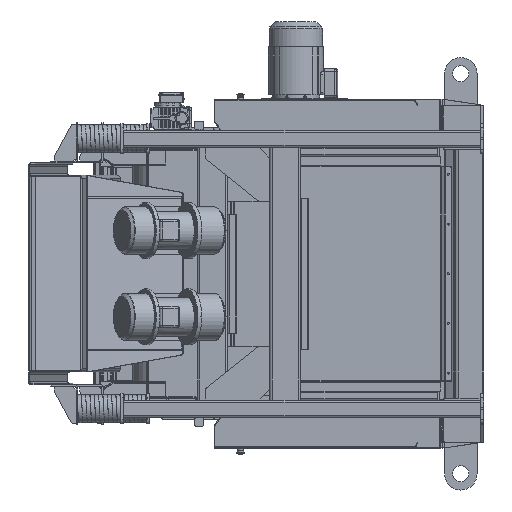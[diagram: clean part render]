
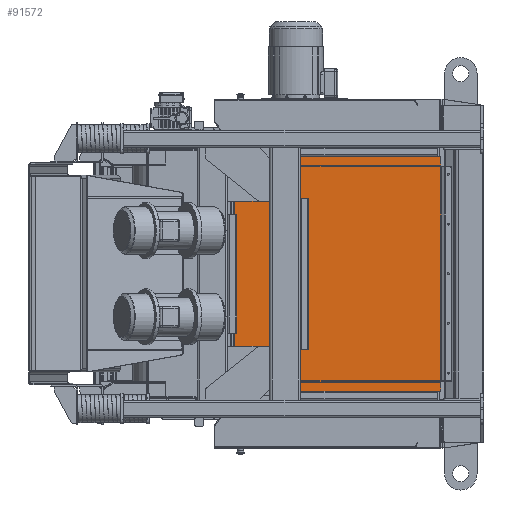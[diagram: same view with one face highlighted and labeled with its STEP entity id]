
A CAD part, left-side view. The second image highlights one B-rep face of the part: STEP entity #91572.
In plain terms, the highlighted planar face has unit normal (-1, 0, 0).
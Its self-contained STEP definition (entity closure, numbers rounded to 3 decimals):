
#6875=FACE_OUTER_BOUND('',#12461,.T.);
#12461=EDGE_LOOP('',(#73661,#73662,#73663,#73664,#73665,#73666,#73667,#73668,
#73669,#73670,#73671,#73672,#73673,#73674,#73675,#73676,#73677,#73678,#73679,
#73680));
#20140=LINE('',#174075,#29601);
#20285=LINE('',#174479,#29746);
#20286=LINE('',#174483,#29747);
#20287=LINE('',#174487,#29748);
#20288=LINE('',#174491,#29749);
#20289=LINE('',#174495,#29750);
#20290=LINE('',#174500,#29751);
#20291=LINE('',#174504,#29752);
#20292=LINE('',#174508,#29753);
#20293=LINE('',#174511,#29754);
#29601=VECTOR('',#128675,10.);
#29746=VECTOR('',#129078,10.);
#29747=VECTOR('',#129081,10.);
#29748=VECTOR('',#129084,10.);
#29749=VECTOR('',#129087,10.);
#29750=VECTOR('',#129090,10.);
#29751=VECTOR('',#129095,10.);
#29752=VECTOR('',#129098,10.);
#29753=VECTOR('',#129101,10.);
#29754=VECTOR('',#129104,10.);
#38966=VERTEX_POINT('',#174072);
#38967=VERTEX_POINT('',#174074);
#39095=VERTEX_POINT('',#174475);
#39096=VERTEX_POINT('',#174476);
#39097=VERTEX_POINT('',#174478);
#39098=VERTEX_POINT('',#174480);
#39099=VERTEX_POINT('',#174482);
#39100=VERTEX_POINT('',#174484);
#39101=VERTEX_POINT('',#174486);
#39102=VERTEX_POINT('',#174488);
#39103=VERTEX_POINT('',#174490);
#39104=VERTEX_POINT('',#174492);
#39105=VERTEX_POINT('',#174494);
#39106=VERTEX_POINT('',#174497);
#39107=VERTEX_POINT('',#174499);
#39108=VERTEX_POINT('',#174501);
#39109=VERTEX_POINT('',#174503);
#39110=VERTEX_POINT('',#174505);
#39111=VERTEX_POINT('',#174507);
#39112=VERTEX_POINT('',#174509);
#50907=EDGE_CURVE('',#38966,#38967,#20140,.T.);
#51111=EDGE_CURVE('',#39095,#39096,#101069,.T.);
#51112=EDGE_CURVE('',#39095,#39097,#20285,.T.);
#51113=EDGE_CURVE('',#39097,#39098,#101070,.T.);
#51114=EDGE_CURVE('',#39098,#39099,#20286,.T.);
#51115=EDGE_CURVE('',#39099,#39100,#101071,.T.);
#51116=EDGE_CURVE('',#39100,#39101,#20287,.T.);
#51117=EDGE_CURVE('',#39102,#39101,#101072,.T.);
#51118=EDGE_CURVE('',#39103,#39102,#20288,.T.);
#51119=EDGE_CURVE('',#39104,#39103,#101073,.T.);
#51120=EDGE_CURVE('',#39105,#39104,#20289,.T.);
#51121=EDGE_CURVE('',#38967,#39105,#101074,.T.);
#51122=EDGE_CURVE('',#38966,#39106,#101075,.T.);
#51123=EDGE_CURVE('',#39107,#39106,#20290,.T.);
#51124=EDGE_CURVE('',#39107,#39108,#101076,.T.);
#51125=EDGE_CURVE('',#39109,#39108,#20291,.T.);
#51126=EDGE_CURVE('',#39110,#39109,#101077,.T.);
#51127=EDGE_CURVE('',#39111,#39110,#20292,.T.);
#51128=EDGE_CURVE('',#39112,#39111,#101078,.T.);
#51129=EDGE_CURVE('',#39096,#39112,#20293,.T.);
#73661=ORIENTED_EDGE('',*,*,#51111,.F.);
#73662=ORIENTED_EDGE('',*,*,#51112,.T.);
#73663=ORIENTED_EDGE('',*,*,#51113,.T.);
#73664=ORIENTED_EDGE('',*,*,#51114,.T.);
#73665=ORIENTED_EDGE('',*,*,#51115,.T.);
#73666=ORIENTED_EDGE('',*,*,#51116,.T.);
#73667=ORIENTED_EDGE('',*,*,#51117,.F.);
#73668=ORIENTED_EDGE('',*,*,#51118,.F.);
#73669=ORIENTED_EDGE('',*,*,#51119,.F.);
#73670=ORIENTED_EDGE('',*,*,#51120,.F.);
#73671=ORIENTED_EDGE('',*,*,#51121,.F.);
#73672=ORIENTED_EDGE('',*,*,#50907,.F.);
#73673=ORIENTED_EDGE('',*,*,#51122,.T.);
#73674=ORIENTED_EDGE('',*,*,#51123,.F.);
#73675=ORIENTED_EDGE('',*,*,#51124,.T.);
#73676=ORIENTED_EDGE('',*,*,#51125,.F.);
#73677=ORIENTED_EDGE('',*,*,#51126,.F.);
#73678=ORIENTED_EDGE('',*,*,#51127,.F.);
#73679=ORIENTED_EDGE('',*,*,#51128,.F.);
#73680=ORIENTED_EDGE('',*,*,#51129,.F.);
#87321=PLANE('',#108884);
#91572=ADVANCED_FACE('',(#6875),#87321,.T.);
#101069=CIRCLE('',#108885,1.);
#101070=CIRCLE('',#108886,5.);
#101071=CIRCLE('',#108887,5.);
#101072=CIRCLE('',#108888,1.);
#101073=CIRCLE('',#108889,6.);
#101074=CIRCLE('',#108890,6.);
#101075=CIRCLE('',#108891,4.);
#101076=CIRCLE('',#108892,4.);
#101077=CIRCLE('',#108893,6.);
#101078=CIRCLE('',#108894,6.);
#108884=AXIS2_PLACEMENT_3D('',#174474,#129074,#129075);
#108885=AXIS2_PLACEMENT_3D('',#174477,#129076,#129077);
#108886=AXIS2_PLACEMENT_3D('',#174481,#129079,#129080);
#108887=AXIS2_PLACEMENT_3D('',#174485,#129082,#129083);
#108888=AXIS2_PLACEMENT_3D('',#174489,#129085,#129086);
#108889=AXIS2_PLACEMENT_3D('',#174493,#129088,#129089);
#108890=AXIS2_PLACEMENT_3D('',#174496,#129091,#129092);
#108891=AXIS2_PLACEMENT_3D('',#174498,#129093,#129094);
#108892=AXIS2_PLACEMENT_3D('',#174502,#129096,#129097);
#108893=AXIS2_PLACEMENT_3D('',#174506,#129099,#129100);
#108894=AXIS2_PLACEMENT_3D('',#174510,#129102,#129103);
#128675=DIRECTION('',(0.,1.,0.));
#129074=DIRECTION('center_axis',(-1.,0.,0.));
#129075=DIRECTION('ref_axis',(0.,-1.,0.));
#129076=DIRECTION('center_axis',(1.,0.,0.));
#129077=DIRECTION('ref_axis',(0.,0.707,0.707));
#129078=DIRECTION('',(0.,0.,-1.));
#129079=DIRECTION('center_axis',(1.,0.,0.));
#129080=DIRECTION('ref_axis',(0.,1.,0.));
#129081=DIRECTION('',(0.,1.,0.));
#129082=DIRECTION('center_axis',(1.,0.,0.));
#129083=DIRECTION('ref_axis',(0.,-1.,0.));
#129084=DIRECTION('',(0.,0.,1.));
#129085=DIRECTION('center_axis',(1.,0.,0.));
#129086=DIRECTION('ref_axis',(0.,-0.707,0.707));
#129087=DIRECTION('',(0.,-1.,0.));
#129088=DIRECTION('center_axis',(1.,0.,0.));
#129089=DIRECTION('ref_axis',(0.,0.707,0.707));
#129090=DIRECTION('',(0.,0.,1.));
#129091=DIRECTION('center_axis',(1.,0.,0.));
#129092=DIRECTION('ref_axis',(0.,0.707,-0.707));
#129093=DIRECTION('center_axis',(1.,0.,0.));
#129094=DIRECTION('ref_axis',(0.,-1.,0.));
#129095=DIRECTION('',(0.,1.,0.));
#129096=DIRECTION('center_axis',(1.,0.,0.));
#129097=DIRECTION('ref_axis',(0.,1.,0.));
#129098=DIRECTION('',(0.,1.,0.));
#129099=DIRECTION('center_axis',(1.,0.,0.));
#129100=DIRECTION('ref_axis',(0.,-0.707,-0.707));
#129101=DIRECTION('',(0.,0.,-1.));
#129102=DIRECTION('center_axis',(1.,0.,0.));
#129103=DIRECTION('ref_axis',(0.,-0.707,0.707));
#129104=DIRECTION('',(0.,-1.,0.));
#174072=CARTESIAN_POINT('',(-144.,503.,-1124.926));
#174074=CARTESIAN_POINT('',(-144.,539.,-1124.926));
#174075=CARTESIAN_POINT('',(-144.,-545.,-1124.926));
#174474=CARTESIAN_POINT('Origin',(-144.,0.,
-643.426));
#174475=CARTESIAN_POINT('',(-144.,-501.,-162.926));
#174476=CARTESIAN_POINT('',(-144.,-502.,-161.926));
#174477=CARTESIAN_POINT('Origin',(-144.,-502.,-162.926));
#174478=CARTESIAN_POINT('',(-144.,-501.,-169.926));
#174479=CARTESIAN_POINT('',(-144.,-501.,-406.676));
#174480=CARTESIAN_POINT('',(-144.,-491.,-169.926));
#174481=CARTESIAN_POINT('Origin',(-144.,-496.,-169.926));
#174482=CARTESIAN_POINT('',(-144.,491.,-169.926));
#174483=CARTESIAN_POINT('',(-144.,245.5,-169.926));
#174484=CARTESIAN_POINT('',(-144.,501.,-169.926));
#174485=CARTESIAN_POINT('Origin',(-144.,496.,-169.926));
#174486=CARTESIAN_POINT('',(-144.,501.,-162.926));
#174487=CARTESIAN_POINT('',(-144.,501.,-402.676));
#174488=CARTESIAN_POINT('',(-144.,502.,-161.926));
#174489=CARTESIAN_POINT('Origin',(-144.,502.,-162.926));
#174490=CARTESIAN_POINT('',(-144.,539.,-161.926));
#174491=CARTESIAN_POINT('',(-144.,545.,-161.926));
#174492=CARTESIAN_POINT('',(-144.,545.,-167.926));
#174493=CARTESIAN_POINT('Origin',(-144.,539.,-167.926));
#174494=CARTESIAN_POINT('',(-144.,545.,-1118.926));
#174495=CARTESIAN_POINT('',(-144.,545.,-1124.926));
#174496=CARTESIAN_POINT('Origin',(-144.,539.,-1118.926));
#174497=CARTESIAN_POINT('',(-144.,495.,-1124.926));
#174498=CARTESIAN_POINT('Origin',(-144.,499.,-1124.926));
#174499=CARTESIAN_POINT('',(-144.,-495.,-1124.926));
#174500=CARTESIAN_POINT('',(-144.,-545.,-1124.926));
#174501=CARTESIAN_POINT('',(-144.,-503.,-1124.926));
#174502=CARTESIAN_POINT('Origin',(-144.,-499.,-1124.926));
#174503=CARTESIAN_POINT('',(-144.,-539.,-1124.926));
#174504=CARTESIAN_POINT('',(-144.,-545.,-1124.926));
#174505=CARTESIAN_POINT('',(-144.,-545.,-1118.926));
#174506=CARTESIAN_POINT('Origin',(-144.,-539.,-1118.926));
#174507=CARTESIAN_POINT('',(-144.,-545.,-167.926));
#174508=CARTESIAN_POINT('',(-144.,-545.,-161.926));
#174509=CARTESIAN_POINT('',(-144.,-539.,-161.926));
#174510=CARTESIAN_POINT('Origin',(-144.,-539.,-167.926));
#174511=CARTESIAN_POINT('',(-144.,545.,-161.926));
